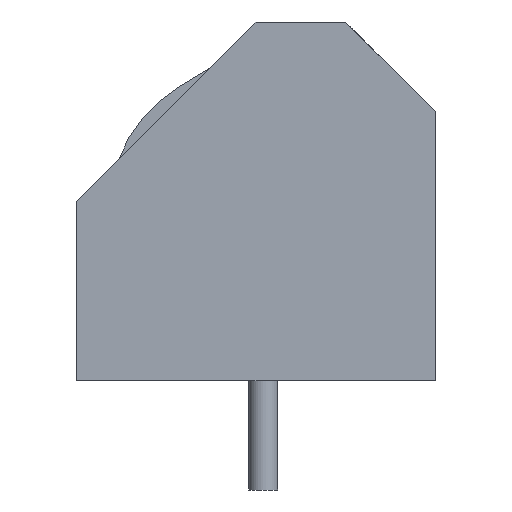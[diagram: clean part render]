
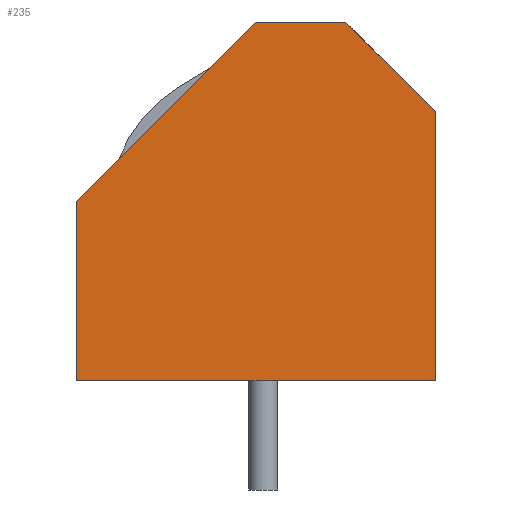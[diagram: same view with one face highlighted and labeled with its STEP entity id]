
A CAD part, left-side view. The second image highlights one B-rep face of the part: STEP entity #235.
In plain terms, the highlighted planar face has unit normal (-1, 0, 0).
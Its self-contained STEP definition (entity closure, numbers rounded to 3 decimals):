
#235=ADVANCED_FACE('',(#566),#568,.T.);
#566=FACE_BOUND('',#567,.T.);
#567=EDGE_LOOP('',(#795,#796,#797,#798,#799,#800));
#568=PLANE('',#569);
#569=AXIS2_PLACEMENT_3D('',#570,#571,#572);
#570=CARTESIAN_POINT('',(-2.5,6.25,0.));
#571=DIRECTION('',(-1.,0.,0.));
#572=DIRECTION('',(0.,-1.,0.));
#795=ORIENTED_EDGE('',*,*,#932,.T.);
#796=ORIENTED_EDGE('',*,*,#937,.F.);
#797=ORIENTED_EDGE('',*,*,#938,.T.);
#798=ORIENTED_EDGE('',*,*,#939,.F.);
#799=ORIENTED_EDGE('',*,*,#940,.T.);
#800=ORIENTED_EDGE('',*,*,#941,.T.);
#932=EDGE_CURVE('',#1028,#1025,#1029,.F.);
#937=EDGE_CURVE('',#1035,#1025,#1037,.T.);
#938=EDGE_CURVE('',#1035,#1038,#1039,.F.);
#939=EDGE_CURVE('',#1040,#1038,#1041,.T.);
#940=EDGE_CURVE('',#1040,#1042,#1043,.T.);
#941=EDGE_CURVE('',#1042,#1028,#1044,.T.);
#1025=VERTEX_POINT('',#1205);
#1028=VERTEX_POINT('',#1210);
#1029=LINE('',#1211,#1212);
#1035=VERTEX_POINT('',#1225);
#1037=LINE('',#1229,#1230);
#1038=VERTEX_POINT('',#1232);
#1039=LINE('',#1233,#1234);
#1040=VERTEX_POINT('',#1236);
#1041=LINE('',#1237,#1238);
#1042=VERTEX_POINT('',#1240);
#1043=LINE('',#1241,#1242);
#1044=LINE('',#1244,#1245);
#1205=CARTESIAN_POINT('',(-2.5,-3.125,12.5));
#1210=CARTESIAN_POINT('',(-2.5,-6.25,9.375));
#1211=CARTESIAN_POINT('',(-2.5,-3.125,12.5));
#1212=VECTOR('',#1213,1.);
#1213=DIRECTION('',(0.,-0.707,-0.707));
#1225=CARTESIAN_POINT('',(-2.5,0.,12.5));
#1229=CARTESIAN_POINT('',(-2.5,0.,12.5));
#1230=VECTOR('',#1231,1.);
#1231=DIRECTION('',(0.,-1.,0.));
#1232=CARTESIAN_POINT('',(-2.5,6.25,6.25));
#1233=CARTESIAN_POINT('',(-2.5,6.25,6.25));
#1234=VECTOR('',#1235,1.);
#1235=DIRECTION('',(0.,-0.707,0.707));
#1236=CARTESIAN_POINT('',(-2.5,6.25,0.));
#1237=CARTESIAN_POINT('',(-2.5,6.25,0.));
#1238=VECTOR('',#1239,1.);
#1239=DIRECTION('',(0.,0.,1.));
#1240=CARTESIAN_POINT('',(-2.5,-6.25,0.));
#1241=CARTESIAN_POINT('',(-2.5,6.25,0.));
#1242=VECTOR('',#1243,1.);
#1243=DIRECTION('',(0.,-1.,0.));
#1244=CARTESIAN_POINT('',(-2.5,-6.25,0.));
#1245=VECTOR('',#1246,1.);
#1246=DIRECTION('',(0.,0.,1.));
